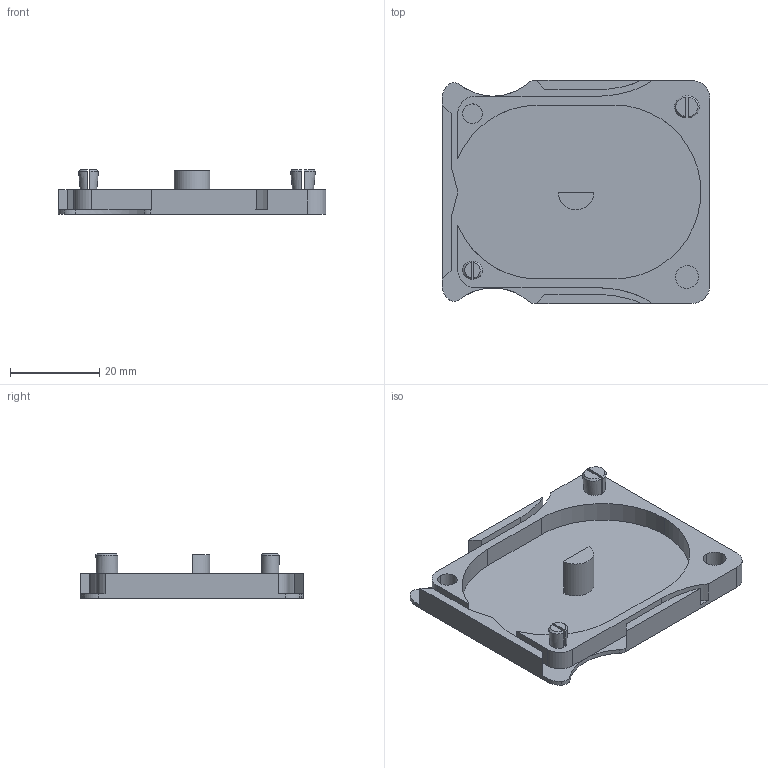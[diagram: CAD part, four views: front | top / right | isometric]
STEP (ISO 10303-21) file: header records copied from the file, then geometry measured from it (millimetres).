
FILE_DESCRIPTION(/* description */ (''),/* implementation_level */ '2;1');
FILE_NAME(/* name */ 'small SMD casette',/* time_stamp */ '2025-02-12T22:09:14+01:00',/* author */ (''),/* organization */ (''),/* preprocessor_version */ 'ST-DEVELOPER v16.5',/* originating_system */ 'Rhino 7.37',/* authorisation */ '');
FILE_SCHEMA (('AUTOMOTIVE_DESIGN_CC2'));
Length unit declared in the file: millimetre
Products named in the file (1): Document
Bounding box: 60 x 50 x 10 mm (x, y, z)
Volume: 6903.1 mm3; surface area: 8799.4 mm2
Topology: 1 solids, 1 shells, 77 faces, 200 edges, 132 vertices
Faces by surface type: plane 36, bspline 22, cylinder 19
Entity records: 2945 total; most frequent: CARTESIAN_POINT 1711, ORIENTED_EDGE 400, EDGE_CURVE 200, VERTEX_POINT 132, EDGE_LOOP 84, ADVANCED_FACE 77, FACE_OUTER_BOUND 77, B_SPLINE_CURVE_WITH_KNOTS 63
